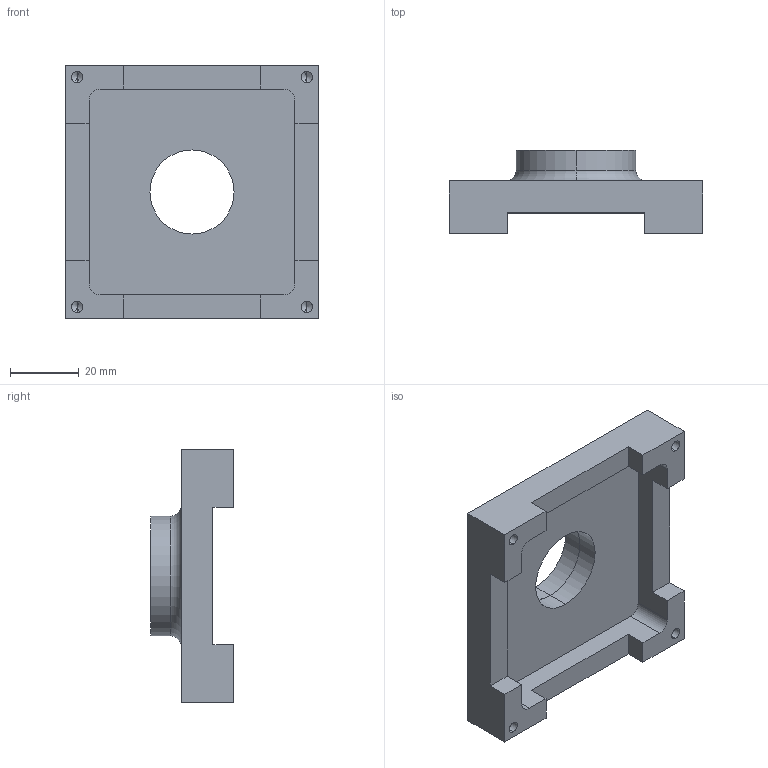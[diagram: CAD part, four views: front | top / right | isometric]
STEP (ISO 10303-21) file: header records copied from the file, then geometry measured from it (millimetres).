
FILE_DESCRIPTION (( 'STEP AP203' ), '1' );
FILE_NAME ('lensmount.STEP', '2020-09-22T18:49:25', ( '' ), ( '' ), 'SwSTEP 2.0', 'SolidWorks 2020', '' );
FILE_SCHEMA (( 'CONFIG_CONTROL_DESIGN' ));
Length unit declared in the file: millimetre
Products named in the file (1): lensmount
Bounding box: 74 x 24.21 x 74 mm (x, y, z)
Volume: 36363.9 mm3; surface area: 18034.6 mm2
Topology: 1 solids, 1 shells, 56 faces, 146 edges, 90 vertices
Faces by surface type: plane 28, cylinder 18, cone 8, torus 2
Entity records: 1735 total; most frequent: DIRECTION 292, CARTESIAN_POINT 285, ORIENTED_EDGE 276, EDGE_CURVE 138, LINE 98, VECTOR 98, AXIS2_PLACEMENT_3D 97, VERTEX_POINT 90
